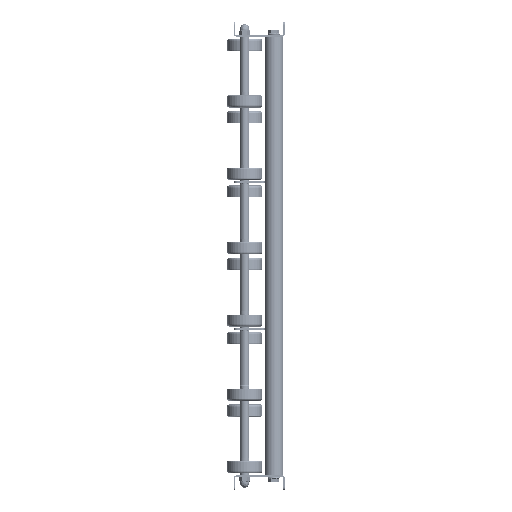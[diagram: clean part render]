
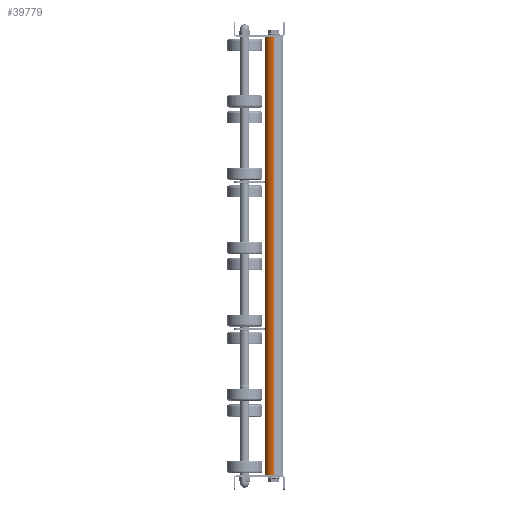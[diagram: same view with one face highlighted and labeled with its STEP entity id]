
A CAD part, left-side view. The second image highlights one B-rep face of the part: STEP entity #39779.
In plain terms, the highlighted cylindrical face has radius 12.5 mm (diameter 25 mm), a partial arc.
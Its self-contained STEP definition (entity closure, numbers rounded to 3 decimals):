
#129 = CIRCLE ( 'NONE', #33618, 12.5 ) ;
#218 = CARTESIAN_POINT ( 'NONE',  ( 599., 0., -12.5 ) ) ;
#291 = CARTESIAN_POINT ( 'NONE',  ( 600., 0., 12.5 ) ) ;
#1769 = DIRECTION ( 'NONE',  ( 0., 0., -1. ) ) ;
#1857 = DIRECTION ( 'NONE',  ( 0., 0., -1. ) ) ;
#5137 = CIRCLE ( 'NONE', #37703, 12.5 ) ;
#5877 = DIRECTION ( 'NONE',  ( -1., 0., 0. ) ) ;
#6855 = EDGE_LOOP ( 'NONE', ( #22913, #21719, #9305, #17392 ) ) ;
#7823 = DIRECTION ( 'NONE',  ( -1., 0., 0. ) ) ;
#8325 = CARTESIAN_POINT ( 'NONE',  ( 1., 0., 12.5 ) ) ;
#8903 = VECTOR ( 'NONE', #26211, 1000. ) ;
#9305 = ORIENTED_EDGE ( 'NONE', *, *, #46397, .T. ) ;
#9837 = LINE ( 'NONE', #18172, #8903 ) ;
#11656 = VECTOR ( 'NONE', #7823, 1000. ) ;
#12105 = LINE ( 'NONE', #291, #11656 ) ;
#12778 = VERTEX_POINT ( 'NONE', #218 ) ;
#17392 = ORIENTED_EDGE ( 'NONE', *, *, #42148, .F. ) ;
#18172 = CARTESIAN_POINT ( 'NONE',  ( 600., 0., -12.5 ) ) ;
#18839 = CARTESIAN_POINT ( 'NONE',  ( 600., 0., 0. ) ) ;
#21630 = VERTEX_POINT ( 'NONE', #25043 ) ;
#21719 = ORIENTED_EDGE ( 'NONE', *, *, #41466, .T. ) ;
#22602 = CYLINDRICAL_SURFACE ( 'NONE', #37106, 12.5 ) ;
#22913 = ORIENTED_EDGE ( 'NONE', *, *, #39002, .T. ) ;
#25043 = CARTESIAN_POINT ( 'NONE',  ( 1., 0., -12.5 ) ) ;
#26211 = DIRECTION ( 'NONE',  ( -1., 0., 0. ) ) ;
#27313 = VERTEX_POINT ( 'NONE', #8325 ) ;
#30404 = FACE_OUTER_BOUND ( 'NONE', #6855, .T. ) ;
#31188 = DIRECTION ( 'NONE',  ( -1., 0., 0. ) ) ;
#32878 = VERTEX_POINT ( 'NONE', #48229 ) ;
#33618 = AXIS2_PLACEMENT_3D ( 'NONE', #46681, #5877, #1857 ) ;
#37106 = AXIS2_PLACEMENT_3D ( 'NONE', #18839, #31188, #47540 ) ;
#37703 = AXIS2_PLACEMENT_3D ( 'NONE', #38537, #47126, #1769 ) ;
#38537 = CARTESIAN_POINT ( 'NONE',  ( 1., 0., 0. ) ) ;
#39002 = EDGE_CURVE ( 'NONE', #32878, #12778, #129, .T. ) ;
#39779 = ADVANCED_FACE ( 'NONE', ( #30404 ), #22602, .T. ) ;
#41466 = EDGE_CURVE ( 'NONE', #12778, #21630, #9837, .T. ) ;
#42148 = EDGE_CURVE ( 'NONE', #32878, #27313, #12105, .T. ) ;
#46397 = EDGE_CURVE ( 'NONE', #21630, #27313, #5137, .T. ) ;
#46681 = CARTESIAN_POINT ( 'NONE',  ( 599., 0., 0. ) ) ;
#47126 = DIRECTION ( 'NONE',  ( 1., 0., 0. ) ) ;
#47540 = DIRECTION ( 'NONE',  ( 0., 0., 1. ) ) ;
#48229 = CARTESIAN_POINT ( 'NONE',  ( 599., 0., 12.5 ) ) ;
